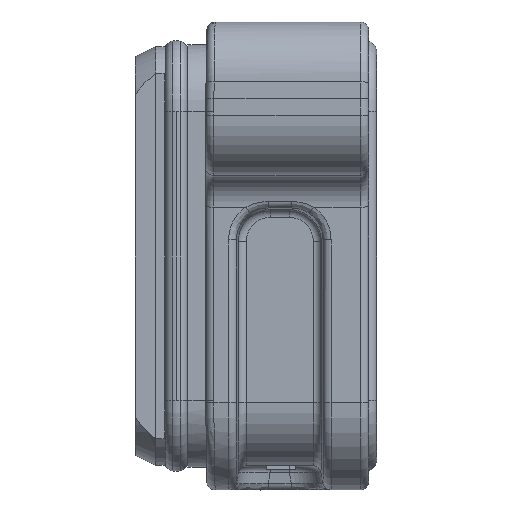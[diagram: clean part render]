
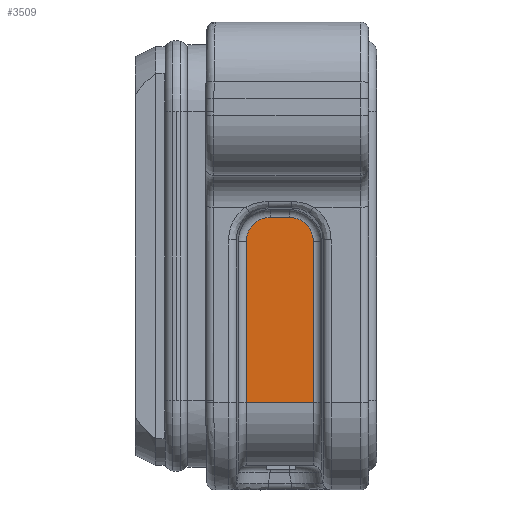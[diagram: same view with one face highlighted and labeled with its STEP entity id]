
A CAD part, left-side view. The second image highlights one B-rep face of the part: STEP entity #3509.
In plain terms, the highlighted planar face has unit normal (-1, 0, -0.018).
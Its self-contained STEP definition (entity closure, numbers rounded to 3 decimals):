
#539=PLANE('',#12559);
#1064=B_SPLINE_CURVE_WITH_KNOTS('',3,(#20056,#20057,#20058,#20059,#20060,
#20061,#20062,#20063,#20064),.UNSPECIFIED.,.F.,.F.,(4,1,1,1,1,1,4),(0.,
0.167,0.333,0.5,0.667,0.833,1.),
 .UNSPECIFIED.);
#1065=B_SPLINE_CURVE_WITH_KNOTS('',3,(#20068,#20069,#20070,#20071,#20072,
#20073,#20074,#20075,#20076),.UNSPECIFIED.,.F.,.F.,(4,1,1,1,1,1,4),(0.,
0.167,0.333,0.5,0.667,0.833,1.),
 .UNSPECIFIED.);
#2066=LINE('',#20050,#2838);
#2067=LINE('',#20052,#2839);
#2068=LINE('',#20054,#2840);
#2069=LINE('',#20066,#2841);
#2838=VECTOR('',#14834,1.);
#2839=VECTOR('',#14837,1.);
#2840=VECTOR('',#14838,1.);
#2841=VECTOR('',#14839,1.);
#3509=ADVANCED_FACE('',(#4264),#539,.F.);
#4264=FACE_OUTER_BOUND('',#4967,.T.);
#4967=EDGE_LOOP('',(#7428,#7429,#7430,#7431,#7432,#7433));
#7428=ORIENTED_EDGE('',*,*,#10974,.F.);
#7429=ORIENTED_EDGE('',*,*,#10973,.F.);
#7430=ORIENTED_EDGE('',*,*,#10975,.F.);
#7431=ORIENTED_EDGE('',*,*,#10976,.T.);
#7432=ORIENTED_EDGE('',*,*,#10977,.F.);
#7433=ORIENTED_EDGE('',*,*,#10978,.T.);
#9484=VERTEX_POINT('',#20047);
#9485=VERTEX_POINT('',#20049);
#9486=VERTEX_POINT('',#20053);
#9487=VERTEX_POINT('',#20055);
#9488=VERTEX_POINT('',#20065);
#9489=VERTEX_POINT('',#20067);
#10973=EDGE_CURVE('',#9485,#9484,#2066,.T.);
#10974=EDGE_CURVE('',#9484,#9486,#2067,.T.);
#10975=EDGE_CURVE('',#9487,#9485,#2068,.T.);
#10976=EDGE_CURVE('',#9487,#9488,#1064,.T.);
#10977=EDGE_CURVE('',#9489,#9488,#2069,.T.);
#10978=EDGE_CURVE('',#9489,#9486,#1065,.T.);
#12559=AXIS2_PLACEMENT_3D('',#20077,#14840,#14841);
#14834=DIRECTION('',(0.,1.,0.));
#14837=DIRECTION('',(-0.017,0.,1.));
#14838=DIRECTION('',(0.017,0.,-1.));
#14839=DIRECTION('',(0.,-1.,0.));
#14840=DIRECTION('',(1.,0.,0.017));
#14841=DIRECTION('',(0.017,0.,-1.));
#20047=CARTESIAN_POINT('',(-51.283,15.153,-18.14));
#20049=CARTESIAN_POINT('',(-51.283,6.847,-18.14));
#20050=CARTESIAN_POINT('',(-51.283,6.847,-18.14));
#20052=CARTESIAN_POINT('',(-51.283,15.153,-18.14));
#20053=CARTESIAN_POINT('',(-51.631,15.153,1.817));
#20054=CARTESIAN_POINT('',(-51.631,6.847,1.817));
#20055=CARTESIAN_POINT('',(-51.631,6.847,1.817));
#20056=CARTESIAN_POINT('',(-51.631,6.847,1.817));
#20057=CARTESIAN_POINT('',(-51.636,6.847,2.089));
#20058=CARTESIAN_POINT('',(-51.645,6.918,2.609));
#20059=CARTESIAN_POINT('',(-51.658,7.216,3.324));
#20060=CARTESIAN_POINT('',(-51.668,7.688,3.94));
#20061=CARTESIAN_POINT('',(-51.677,8.305,4.41));
#20062=CARTESIAN_POINT('',(-51.682,9.018,4.705));
#20063=CARTESIAN_POINT('',(-51.683,9.535,4.775));
#20064=CARTESIAN_POINT('',(-51.683,9.806,4.775));
#20065=CARTESIAN_POINT('',(-51.683,9.806,4.775));
#20066=CARTESIAN_POINT('',(-51.683,12.194,4.775));
#20067=CARTESIAN_POINT('',(-51.683,12.194,4.775));
#20068=CARTESIAN_POINT('',(-51.683,12.194,4.775));
#20069=CARTESIAN_POINT('',(-51.683,12.466,4.775));
#20070=CARTESIAN_POINT('',(-51.682,12.986,4.704));
#20071=CARTESIAN_POINT('',(-51.676,13.701,4.407));
#20072=CARTESIAN_POINT('',(-51.668,14.318,3.935));
#20073=CARTESIAN_POINT('',(-51.657,14.788,3.318));
#20074=CARTESIAN_POINT('',(-51.645,15.082,2.604));
#20075=CARTESIAN_POINT('',(-51.636,15.153,2.087));
#20076=CARTESIAN_POINT('',(-51.631,15.153,1.817));
#20077=CARTESIAN_POINT('',(-51.283,6.,-18.14));
